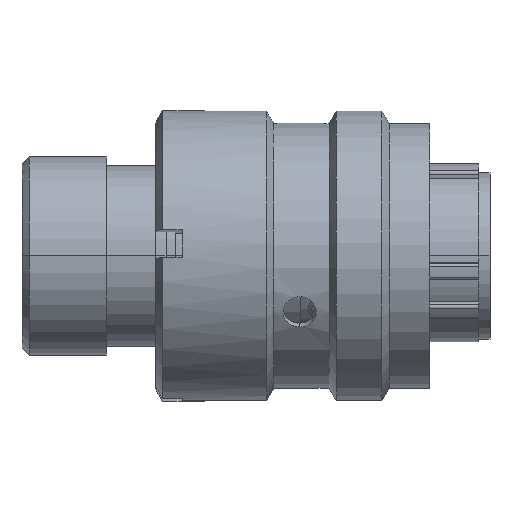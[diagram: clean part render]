
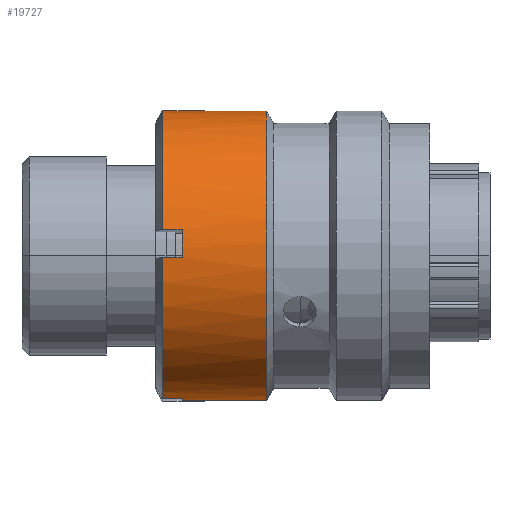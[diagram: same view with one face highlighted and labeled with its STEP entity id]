
A CAD part, top view. The second image highlights one B-rep face of the part: STEP entity #19727.
In plain terms, the highlighted cylindrical face has radius 10.35 mm (diameter 20.7 mm), a partial arc.
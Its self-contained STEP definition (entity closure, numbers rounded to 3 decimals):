
#50 = DIRECTION ( 'NONE',  ( -1., 0., 0. ) ) ;
#161 = VERTEX_POINT ( 'NONE', #16676 ) ;
#602 = DIRECTION ( 'NONE',  ( 0., -0.996, 0.085 ) ) ;
#617 = DIRECTION ( 'NONE',  ( -1., 0., 0. ) ) ;
#743 = DIRECTION ( 'NONE',  ( 1., 0., 0. ) ) ;
#845 = EDGE_CURVE ( 'NONE', #28863, #28169, #22694, .T. ) ;
#918 = DIRECTION ( 'NONE',  ( -1., 0., 0. ) ) ;
#1424 = VERTEX_POINT ( 'NONE', #32710 ) ;
#2286 = DIRECTION ( 'NONE',  ( -1., 0., 0. ) ) ;
#2390 = CARTESIAN_POINT ( 'NONE',  ( 11.42, -10.18, 1.87 ) ) ;
#2680 = CARTESIAN_POINT ( 'NONE',  ( 11.42, 10.349, 0.123 ) ) ;
#2683 = CARTESIAN_POINT ( 'NONE',  ( 10.02, 10.349, 0.123 ) ) ;
#2968 = DIRECTION ( 'NONE',  ( 1., 0., 0. ) ) ;
#2991 = AXIS2_PLACEMENT_3D ( 'NONE', #17405, #2286, #25116 ) ;
#3152 = DIRECTION ( 'NONE',  ( 0., 0.085, 0.996 ) ) ;
#4398 = ORIENTED_EDGE ( 'NONE', *, *, #5370, .T. ) ;
#4501 = CARTESIAN_POINT ( 'NONE',  ( 10.02, -0.123, 10.349 ) ) ;
#5050 = LINE ( 'NONE', #15547, #28717 ) ;
#5370 = EDGE_CURVE ( 'NONE', #11794, #6868, #9053, .T. ) ;
#5493 = EDGE_CURVE ( 'NONE', #1424, #27946, #11789, .T. ) ;
#5752 = CIRCLE ( 'NONE', #24068, 10.35 ) ;
#5810 = LINE ( 'NONE', #21503, #22402 ) ;
#5844 = CARTESIAN_POINT ( 'NONE',  ( 17.44, 0., 0. ) ) ;
#6146 = CARTESIAN_POINT ( 'NONE',  ( 11.42, 1.87, 10.18 ) ) ;
#6467 = ORIENTED_EDGE ( 'NONE', *, *, #845, .F. ) ;
#6868 = VERTEX_POINT ( 'NONE', #18581 ) ;
#7535 = DIRECTION ( 'NONE',  ( 0., 0.996, -0.085 ) ) ;
#8603 = EDGE_CURVE ( 'NONE', #161, #6868, #15599, .T. ) ;
#9053 = CIRCLE ( 'NONE', #19469, 10.35 ) ;
#9370 = ORIENTED_EDGE ( 'NONE', *, *, #27117, .F. ) ;
#9870 = EDGE_LOOP ( 'NONE', ( #27286, #26886, #12657, #9370, #6467, #14104, #4398, #32393, #18987, #29186, #23452, #22283 ) ) ;
#10871 = DIRECTION ( 'NONE',  ( -1., 0., 0. ) ) ;
#11049 = DIRECTION ( 'NONE',  ( 0., -0.996, 0.085 ) ) ;
#11692 = AXIS2_PLACEMENT_3D ( 'NONE', #15740, #617, #3152 ) ;
#11748 = VERTEX_POINT ( 'NONE', #20211 ) ;
#11789 = LINE ( 'NONE', #16051, #21269 ) ;
#11794 = VERTEX_POINT ( 'NONE', #2683 ) ;
#12657 = ORIENTED_EDGE ( 'NONE', *, *, #31772, .F. ) ;
#13336 = VERTEX_POINT ( 'NONE', #24006 ) ;
#13423 = AXIS2_PLACEMENT_3D ( 'NONE', #25932, #20941, #15985 ) ;
#13576 = CYLINDRICAL_SURFACE ( 'NONE', #19464, 10.35 ) ;
#13979 = FACE_OUTER_BOUND ( 'NONE', #9870, .T. ) ;
#14104 = ORIENTED_EDGE ( 'NONE', *, *, #21910, .T. ) ;
#14123 = VERTEX_POINT ( 'NONE', #21637 ) ;
#14330 = EDGE_CURVE ( 'NONE', #13336, #11748, #5050, .T. ) ;
#14574 = EDGE_CURVE ( 'NONE', #29709, #19956, #5810, .T. ) ;
#15058 = EDGE_CURVE ( 'NONE', #13336, #29709, #23472, .T. ) ;
#15110 = AXIS2_PLACEMENT_3D ( 'NONE', #5844, #743, #18088 ) ;
#15146 = CIRCLE ( 'NONE', #15110, 10.35 ) ;
#15502 = CARTESIAN_POINT ( 'NONE',  ( 10.02, 0., 0. ) ) ;
#15547 = CARTESIAN_POINT ( 'NONE',  ( 29.07, -10.313, 0.878 ) ) ;
#15599 = LINE ( 'NONE', #6146, #28982 ) ;
#15740 = CARTESIAN_POINT ( 'NONE',  ( 11.42, 0., 0. ) ) ;
#15985 = DIRECTION ( 'NONE',  ( 0., 0.085, 0.996 ) ) ;
#16051 = CARTESIAN_POINT ( 'NONE',  ( 11.42, -0.123, 10.349 ) ) ;
#16233 = CARTESIAN_POINT ( 'NONE',  ( 10.02, -10.18, 1.87 ) ) ;
#16527 = DIRECTION ( 'NONE',  ( -1., 0., 0. ) ) ;
#16676 = CARTESIAN_POINT ( 'NONE',  ( 11.42, 1.87, 10.18 ) ) ;
#17405 = CARTESIAN_POINT ( 'NONE',  ( 11.42, 0., 0. ) ) ;
#18088 = DIRECTION ( 'NONE',  ( 0., 0.996, -0.085 ) ) ;
#18581 = CARTESIAN_POINT ( 'NONE',  ( 10.02, 1.87, 10.18 ) ) ;
#18987 = ORIENTED_EDGE ( 'NONE', *, *, #31750, .F. ) ;
#19464 = AXIS2_PLACEMENT_3D ( 'NONE', #22666, #20101, #7535 ) ;
#19469 = AXIS2_PLACEMENT_3D ( 'NONE', #15502, #28094, #602 ) ;
#19602 = CARTESIAN_POINT ( 'NONE',  ( 29.07, 10.313, -0.878 ) ) ;
#19727 = ADVANCED_FACE ( 'NONE', ( #13979 ), #13576, .T. ) ;
#19956 = VERTEX_POINT ( 'NONE', #16233 ) ;
#20101 = DIRECTION ( 'NONE',  ( 1., 0., 0. ) ) ;
#20211 = CARTESIAN_POINT ( 'NONE',  ( 17.44, -10.313, 0.878 ) ) ;
#20941 = DIRECTION ( 'NONE',  ( -1., 0., 0. ) ) ;
#21269 = VECTOR ( 'NONE', #918, 1000. ) ;
#21503 = CARTESIAN_POINT ( 'NONE',  ( 11.42, -10.18, 1.87 ) ) ;
#21519 = VECTOR ( 'NONE', #50, 1000. ) ;
#21637 = CARTESIAN_POINT ( 'NONE',  ( 17.44, 10.313, -0.878 ) ) ;
#21874 = CIRCLE ( 'NONE', #13423, 10.35 ) ;
#21884 = LINE ( 'NONE', #22992, #21519 ) ;
#21910 = EDGE_CURVE ( 'NONE', #28863, #11794, #21884, .T. ) ;
#22283 = ORIENTED_EDGE ( 'NONE', *, *, #14574, .F. ) ;
#22402 = VECTOR ( 'NONE', #16527, 1000. ) ;
#22666 = CARTESIAN_POINT ( 'NONE',  ( 29.07, 0., 0. ) ) ;
#22694 = CIRCLE ( 'NONE', #2991, 10.35 ) ;
#22992 = CARTESIAN_POINT ( 'NONE',  ( 11.42, 10.349, 0.123 ) ) ;
#23310 = VECTOR ( 'NONE', #26782, 1000. ) ;
#23452 = ORIENTED_EDGE ( 'NONE', *, *, #25733, .T. ) ;
#23472 = CIRCLE ( 'NONE', #11692, 10.35 ) ;
#23617 = DIRECTION ( 'NONE',  ( 1., 0., 0. ) ) ;
#24006 = CARTESIAN_POINT ( 'NONE',  ( 11.42, -10.313, 0.878 ) ) ;
#24068 = AXIS2_PLACEMENT_3D ( 'NONE', #28712, #23617, #11049 ) ;
#25116 = DIRECTION ( 'NONE',  ( 0., 0.085, 0.996 ) ) ;
#25733 = EDGE_CURVE ( 'NONE', #27946, #19956, #5752, .T. ) ;
#25932 = CARTESIAN_POINT ( 'NONE',  ( 11.42, 0., 0. ) ) ;
#26782 = DIRECTION ( 'NONE',  ( 1., 0., 0. ) ) ;
#26886 = ORIENTED_EDGE ( 'NONE', *, *, #14330, .T. ) ;
#27117 = EDGE_CURVE ( 'NONE', #28169, #14123, #30022, .T. ) ;
#27286 = ORIENTED_EDGE ( 'NONE', *, *, #15058, .F. ) ;
#27584 = CARTESIAN_POINT ( 'NONE',  ( 11.42, 10.313, -0.878 ) ) ;
#27946 = VERTEX_POINT ( 'NONE', #4501 ) ;
#28094 = DIRECTION ( 'NONE',  ( 1., 0., 0. ) ) ;
#28169 = VERTEX_POINT ( 'NONE', #27584 ) ;
#28712 = CARTESIAN_POINT ( 'NONE',  ( 10.02, 0., 0. ) ) ;
#28717 = VECTOR ( 'NONE', #2968, 1000. ) ;
#28863 = VERTEX_POINT ( 'NONE', #2680 ) ;
#28982 = VECTOR ( 'NONE', #10871, 1000. ) ;
#29186 = ORIENTED_EDGE ( 'NONE', *, *, #5493, .T. ) ;
#29709 = VERTEX_POINT ( 'NONE', #2390 ) ;
#30022 = LINE ( 'NONE', #19602, #23310 ) ;
#31750 = EDGE_CURVE ( 'NONE', #1424, #161, #21874, .T. ) ;
#31772 = EDGE_CURVE ( 'NONE', #14123, #11748, #15146, .T. ) ;
#32393 = ORIENTED_EDGE ( 'NONE', *, *, #8603, .F. ) ;
#32710 = CARTESIAN_POINT ( 'NONE',  ( 11.42, -0.123, 10.349 ) ) ;
